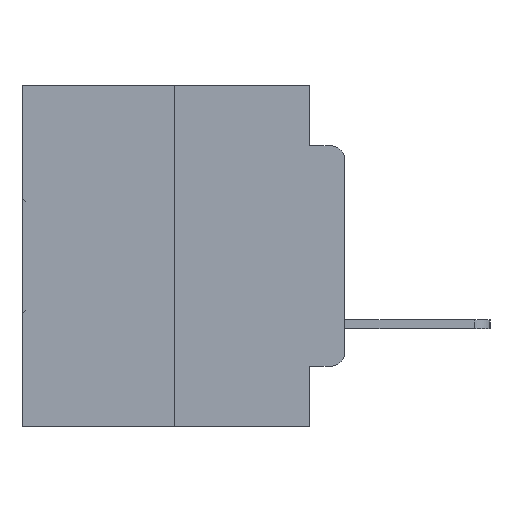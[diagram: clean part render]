
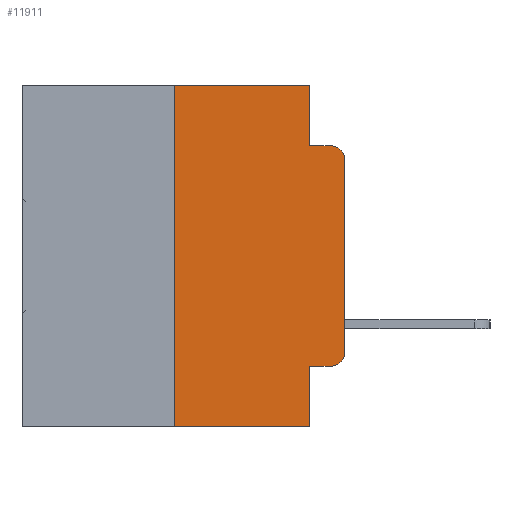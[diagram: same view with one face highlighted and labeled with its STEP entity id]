
A CAD part, left-side view. The second image highlights one B-rep face of the part: STEP entity #11911.
In plain terms, the highlighted planar face has unit normal (-1, 0, 0).
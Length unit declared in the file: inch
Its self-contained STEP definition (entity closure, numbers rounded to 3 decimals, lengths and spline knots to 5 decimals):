
#377 = LINE ( 'NONE', #7013, #7506 ) ;
#822 = EDGE_CURVE ( 'NONE', #25832, #15297, #29666, .T. ) ;
#828 = VERTEX_POINT ( 'NONE', #15376 ) ;
#1064 = ORIENTED_EDGE ( 'NONE', *, *, #3860, .F. ) ;
#1658 = EDGE_CURVE ( 'NONE', #6534, #13573, #29599, .T. ) ;
#1806 = AXIS2_PLACEMENT_3D ( 'NONE', #11320, #27709, #13706 ) ;
#1982 = EDGE_CURVE ( 'NONE', #27801, #23015, #3391, .T. ) ;
#2240 = CIRCLE ( 'NONE', #27889, 0.02 ) ;
#2603 = PLANE ( 'NONE',  #14061 ) ;
#2828 = VERTEX_POINT ( 'NONE', #19830 ) ;
#3391 = LINE ( 'NONE', #28806, #9769 ) ;
#3535 = CARTESIAN_POINT ( 'NONE',  ( 0., 0.051, -0.0885 ) ) ;
#3665 = FACE_OUTER_BOUND ( 'NONE', #5167, .T. ) ;
#3860 = EDGE_CURVE ( 'NONE', #828, #6534, #13707, .T. ) ;
#4263 = CARTESIAN_POINT ( 'NONE',  ( 0., 0., -0.1085 ) ) ;
#4698 = VECTOR ( 'NONE', #19828, 39.37008 ) ;
#4908 = DIRECTION ( 'NONE',  ( 0., 0., 1. ) ) ;
#4980 = DIRECTION ( 'NONE',  ( 1., 0., 0. ) ) ;
#5115 = DIRECTION ( 'NONE',  ( 0., -1., 0. ) ) ;
#5167 = EDGE_LOOP ( 'NONE', ( #21175, #25865, #7016, #1064, #11603, #29508, #28071, #25889, #12705, #30574 ) ) ;
#6419 = EDGE_CURVE ( 'NONE', #9650, #2828, #16522, .T. ) ;
#6534 = VERTEX_POINT ( 'NONE', #28923 ) ;
#7013 = CARTESIAN_POINT ( 'NONE',  ( 0., 0.051, 0. ) ) ;
#7016 = ORIENTED_EDGE ( 'NONE', *, *, #1658, .F. ) ;
#7429 = CARTESIAN_POINT ( 'NONE',  ( 0., 0.473, 0. ) ) ;
#7506 = VECTOR ( 'NONE', #23609, 39.37008 ) ;
#7897 = CARTESIAN_POINT ( 'NONE',  ( 0., 0.02, -0.0885 ) ) ;
#8092 = EDGE_CURVE ( 'NONE', #23015, #13573, #2240, .T. ) ;
#8908 = DIRECTION ( 'NONE',  ( -1., 0., 0. ) ) ;
#9480 = CARTESIAN_POINT ( 'NONE',  ( 0., 0.051, -0.4115 ) ) ;
#9618 = CARTESIAN_POINT ( 'NONE',  ( 0., 0.473, -0.5 ) ) ;
#9650 = VERTEX_POINT ( 'NONE', #10377 ) ;
#9769 = VECTOR ( 'NONE', #4908, 39.37008 ) ;
#10377 = CARTESIAN_POINT ( 'NONE',  ( 0., 0.25, -0.5 ) ) ;
#11320 = CARTESIAN_POINT ( 'NONE',  ( 0., 0.02, -0.3915 ) ) ;
#11603 = ORIENTED_EDGE ( 'NONE', *, *, #20819, .F. ) ;
#11911 = ADVANCED_FACE ( 'NONE', ( #3665 ), #2603, .F. ) ;
#12705 = ORIENTED_EDGE ( 'NONE', *, *, #822, .T. ) ;
#12961 = VECTOR ( 'NONE', #26934, 39.37008 ) ;
#13573 = VERTEX_POINT ( 'NONE', #7897 ) ;
#13639 = DIRECTION ( 'NONE',  ( 0., -1., 0. ) ) ;
#13706 = DIRECTION ( 'NONE',  ( 0., 0., -1. ) ) ;
#13707 = LINE ( 'NONE', #25497, #12961 ) ;
#14059 = EDGE_CURVE ( 'NONE', #9650, #26058, #30478, .T. ) ;
#14061 = AXIS2_PLACEMENT_3D ( 'NONE', #19282, #4980, #21661 ) ;
#15046 = VECTOR ( 'NONE', #5115, 39.37008 ) ;
#15297 = VERTEX_POINT ( 'NONE', #16523 ) ;
#15376 = CARTESIAN_POINT ( 'NONE',  ( 0., 0.051, 0. ) ) ;
#15684 = DIRECTION ( 'NONE',  ( 0., -1., 0. ) ) ;
#15776 = VECTOR ( 'NONE', #16635, 39.37008 ) ;
#16522 = LINE ( 'NONE', #9618, #15776 ) ;
#16523 = CARTESIAN_POINT ( 'NONE',  ( 0., 0.02, -0.4115 ) ) ;
#16591 = VECTOR ( 'NONE', #13639, 39.37008 ) ;
#16635 = DIRECTION ( 'NONE',  ( 0., -1., 0. ) ) ;
#17477 = CARTESIAN_POINT ( 'NONE',  ( 0., 0.25, 0. ) ) ;
#17642 = EDGE_CURVE ( 'NONE', #15297, #27801, #28761, .T. ) ;
#17984 = VECTOR ( 'NONE', #15684, 39.37008 ) ;
#19282 = CARTESIAN_POINT ( 'NONE',  ( 0., 0.473, 0. ) ) ;
#19828 = DIRECTION ( 'NONE',  ( 0., 0., 1. ) ) ;
#19830 = CARTESIAN_POINT ( 'NONE',  ( 0., 0.051, -0.5 ) ) ;
#20532 = CARTESIAN_POINT ( 'NONE',  ( 0., 0.051, -0.4115 ) ) ;
#20710 = CARTESIAN_POINT ( 'NONE',  ( 0., 0., -0.3915 ) ) ;
#20819 = EDGE_CURVE ( 'NONE', #26058, #828, #21320, .T. ) ;
#21175 = ORIENTED_EDGE ( 'NONE', *, *, #1982, .T. ) ;
#21320 = LINE ( 'NONE', #7429, #15046 ) ;
#21661 = DIRECTION ( 'NONE',  ( 0., 0., -1. ) ) ;
#23015 = VERTEX_POINT ( 'NONE', #4263 ) ;
#23087 = CARTESIAN_POINT ( 'NONE',  ( 0., 0.02, -0.1085 ) ) ;
#23609 = DIRECTION ( 'NONE',  ( 0., 0., -1. ) ) ;
#24684 = EDGE_CURVE ( 'NONE', #25832, #2828, #377, .T. ) ;
#25385 = DIRECTION ( 'NONE',  ( 0., 0., -1. ) ) ;
#25497 = CARTESIAN_POINT ( 'NONE',  ( 0., 0.051, 0. ) ) ;
#25832 = VERTEX_POINT ( 'NONE', #9480 ) ;
#25865 = ORIENTED_EDGE ( 'NONE', *, *, #8092, .T. ) ;
#25889 = ORIENTED_EDGE ( 'NONE', *, *, #24684, .F. ) ;
#26058 = VERTEX_POINT ( 'NONE', #27482 ) ;
#26934 = DIRECTION ( 'NONE',  ( 0., 0., -1. ) ) ;
#27482 = CARTESIAN_POINT ( 'NONE',  ( 0., 0.25, 0. ) ) ;
#27709 = DIRECTION ( 'NONE',  ( -1., 0., 0. ) ) ;
#27801 = VERTEX_POINT ( 'NONE', #20710 ) ;
#27889 = AXIS2_PLACEMENT_3D ( 'NONE', #23087, #8908, #25385 ) ;
#28071 = ORIENTED_EDGE ( 'NONE', *, *, #6419, .T. ) ;
#28761 = CIRCLE ( 'NONE', #1806, 0.02 ) ;
#28806 = CARTESIAN_POINT ( 'NONE',  ( 0., 0., 0. ) ) ;
#28923 = CARTESIAN_POINT ( 'NONE',  ( 0., 0.051, -0.0885 ) ) ;
#29508 = ORIENTED_EDGE ( 'NONE', *, *, #14059, .F. ) ;
#29599 = LINE ( 'NONE', #3535, #17984 ) ;
#29666 = LINE ( 'NONE', #20532, #16591 ) ;
#30478 = LINE ( 'NONE', #17477, #4698 ) ;
#30574 = ORIENTED_EDGE ( 'NONE', *, *, #17642, .T. ) ;
